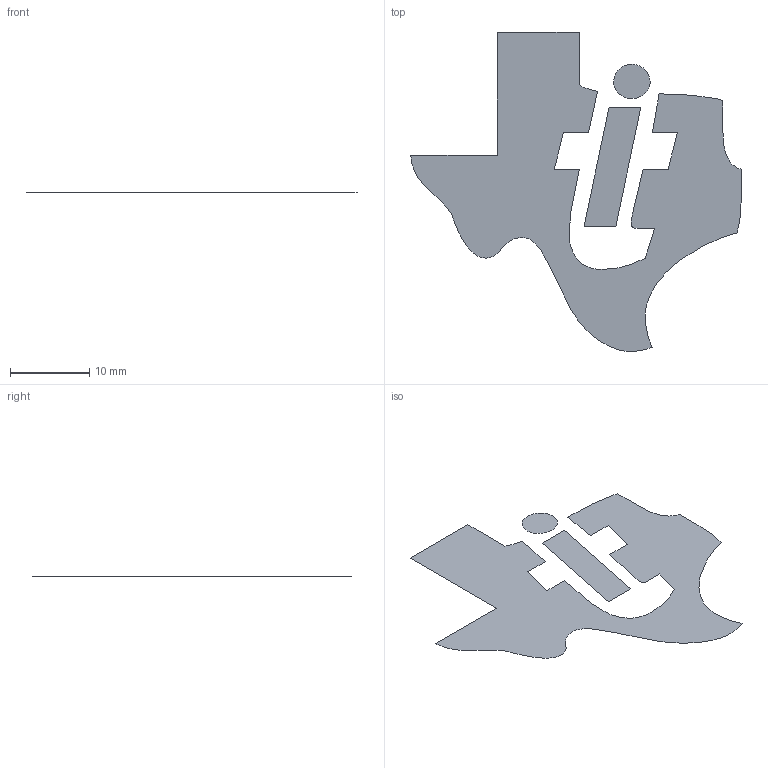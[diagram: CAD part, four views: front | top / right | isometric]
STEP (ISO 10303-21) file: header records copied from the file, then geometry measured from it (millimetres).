
FILE_DESCRIPTION(/* description */ (''),/* implementation_level */ '2;1');
FILE_NAME(/* name */ 'text-smd-TexasInstrumentsLogo.step',/* time_stamp */ '2023-04-29T08:58:26-07:00',/* author */ (''),/* organization */ (''),/* preprocessor_version */ 'ST-DEVELOPER v19.2',/* originating_system */ 'Autodesk Translation Framework v12.4.0.73',/* authorisation */ '');
FILE_SCHEMA (('AUTOMOTIVE_DESIGN { 1 0 10303 214 3 1 1 }'));
Length unit declared in the file: millimetre
Products named in the file (1): TexasInstruments-Logo
Bounding box: 41.83 x 40.37 x 0 mm (x, y, z)
Surface area: 752.4 mm2 (no closed solid volume)
Topology: 0 solids, 3 shells, 3 faces, 43 edges, 43 vertices
Faces by surface type: plane 3
Entity records: 413 total; most frequent: CARTESIAN_POINT 163, VERTEX_POINT 43, EDGE_CURVE 43, ORIENTED_EDGE 43, DIRECTION 25, LINE 17, VECTOR 17, B_SPLINE_CURVE_WITH_KNOTS 5
